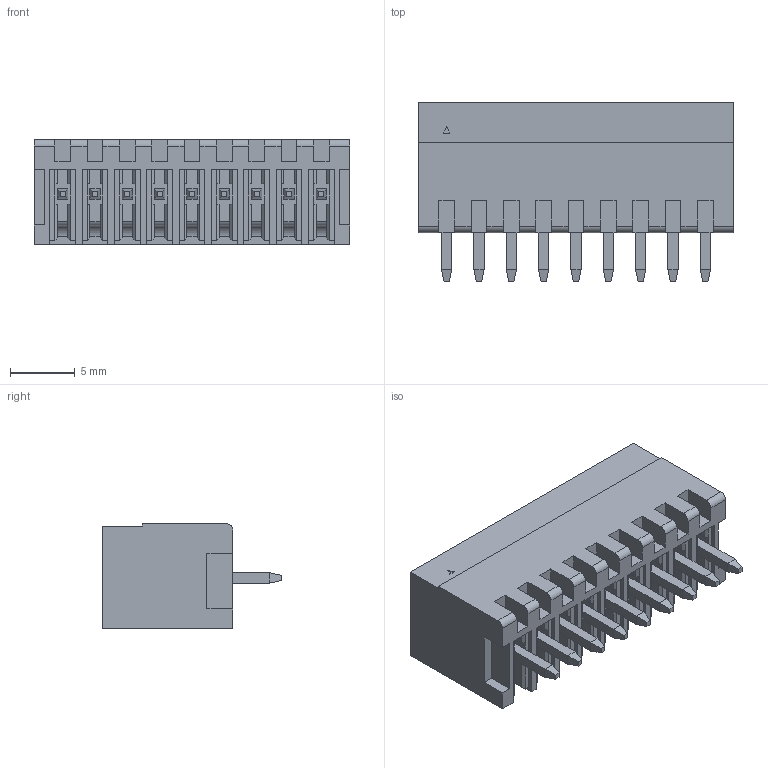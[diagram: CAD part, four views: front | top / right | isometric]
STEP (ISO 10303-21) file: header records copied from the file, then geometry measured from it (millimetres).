
FILE_DESCRIPTION (( 'STEP AP214' ), '1' );
FILE_NAME ('15EDGVC-2.5-09P-14-00AH.STEP', '2021-01-23T21:22:20', ( '' ), ( '' ), 'SwSTEP 2.0', 'SolidWorks 2020', '' );
FILE_SCHEMA (( 'AUTOMOTIVE_DESIGN' ));
Length unit declared in the file: millimetre
Products named in the file (1): 15EDGVC-2.5-09P-14-00AH
Bounding box: 24.4 x 13.9 x 8.1 mm (x, y, z)
Volume: 1030.1 mm3; surface area: 2405.5 mm2
Topology: 1 solids, 1 shells, 1032 faces, 2759 edges, 1776 vertices
Faces by surface type: plane 842, bspline 126, cylinder 46, torus 18
Entity records: 42932 total; most frequent: CARTESIAN_POINT 13286, ORIENTED_EDGE 5518, DIRECTION 4521, EDGE_CURVE 2759, VECTOR 2307, LINE 2307, VERTEX_POINT 1776, AXIS2_PLACEMENT_3D 1107
